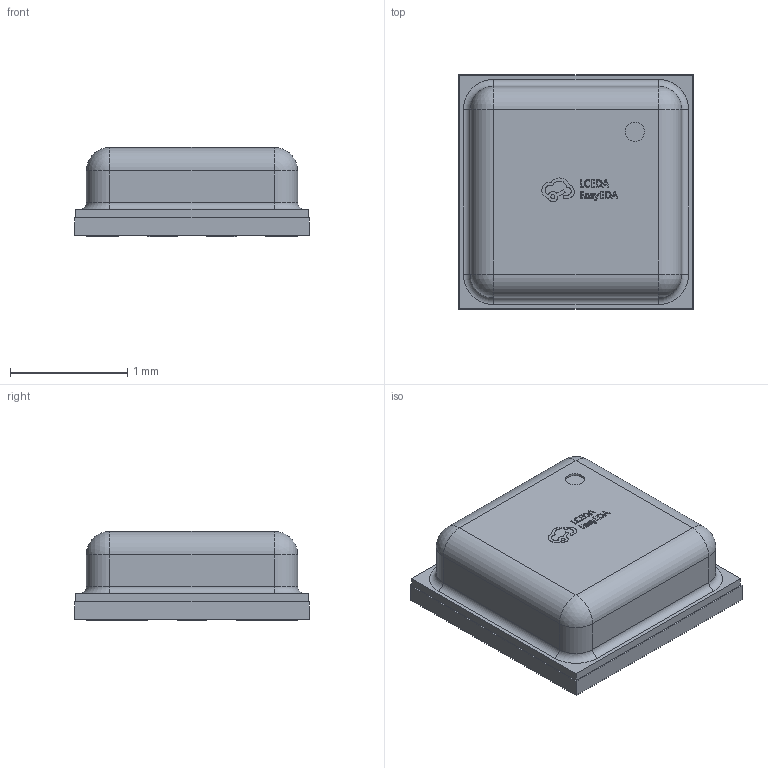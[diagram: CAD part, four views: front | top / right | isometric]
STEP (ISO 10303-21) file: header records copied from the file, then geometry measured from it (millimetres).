
FILE_DESCRIPTION(('FreeCAD Model'),'2;1');
FILE_NAME('Open CASCADE Shape Model','2024-11-22T01:38:31',(''),(''), 'Open CASCADE STEP processor 7.6','FreeCAD','Unknown');
FILE_SCHEMA(('AUTOMOTIVE_DESIGN { 1 0 10303 214 1 1 1 1 }'));
Length unit declared in the file: millimetre
Products named in the file (3): m0mF-U1; SENSORM-SMD_BMP388; SOLID
Assembly tree (2 placements, depth 3):
  m0mF-U1
    SENSORM-SMD_BMP388
      SOLID
Bounding box: 2 x 2 x 0.76 mm (x, y, z)
Volume: 2.5 mm3; surface area: 12.8 mm2
Topology: 1 solids, 1 shells, 373 faces, 980 edges, 644 vertices
Faces by surface type: plane 237, bspline 114, cylinder 14, sphere 4, torus 4
Entity records: 28326 total; most frequent: CARTESIAN_POINT 7860, DIRECTION 2776, LINE 2186, VECTOR 2186, ORIENTED_EDGE 1952, PCURVE 1952, DEFINITIONAL_REPRESENTATION 1952, EDGE_CURVE 976
